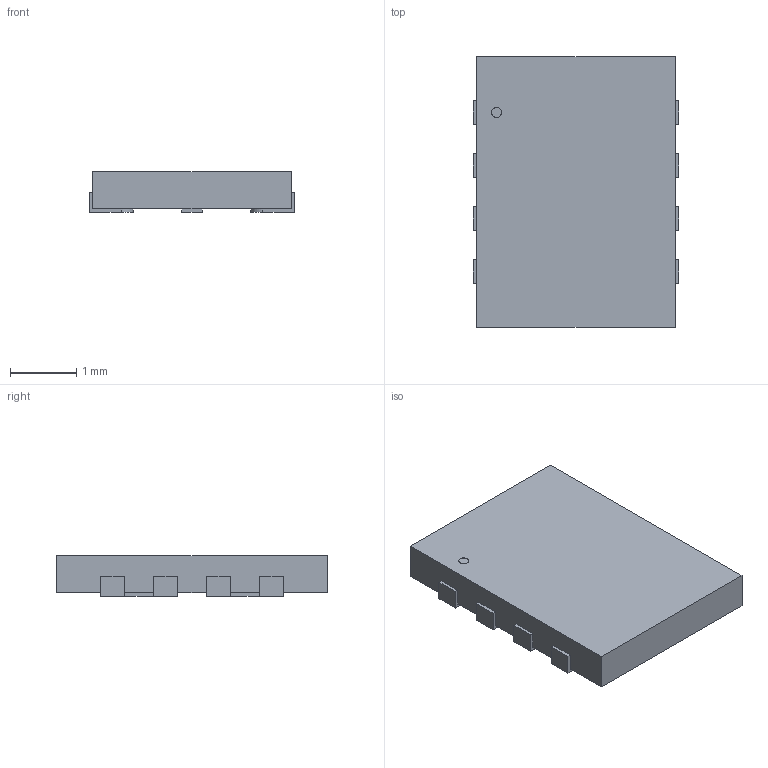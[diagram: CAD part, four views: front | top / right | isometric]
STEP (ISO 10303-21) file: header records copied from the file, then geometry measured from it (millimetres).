
FILE_DESCRIPTION(('STEP AP214'),'1');
FILE_NAME('USON8_4X3_UU_WIN','2025-11-05T07:20:16',(''),(''),'','','');
FILE_SCHEMA(('AUTOMOTIVE_DESIGN'));
Length unit declared in the file: millimetre
Products named in the file (1): product
Bounding box: 3.1 x 4.09 x 0.61 mm (x, y, z)
Volume: 7 mm3; surface area: 39.8 mm2
Topology: 12 solids, 12 shells, 85 faces, 183 edges, 122 vertices
Faces by surface type: plane 76, cylinder 9
Full cylindrical faces by diameter (mm): 0.15 x1
Entity records: 2341 total; most frequent: DIRECTION 374, ORIENTED_EDGE 364, CARTESIAN_POINT 227, EDGE_CURVE 182, LINE 164, VECTOR 164, VERTEX_POINT 122, AXIS2_PLACEMENT_3D 105
